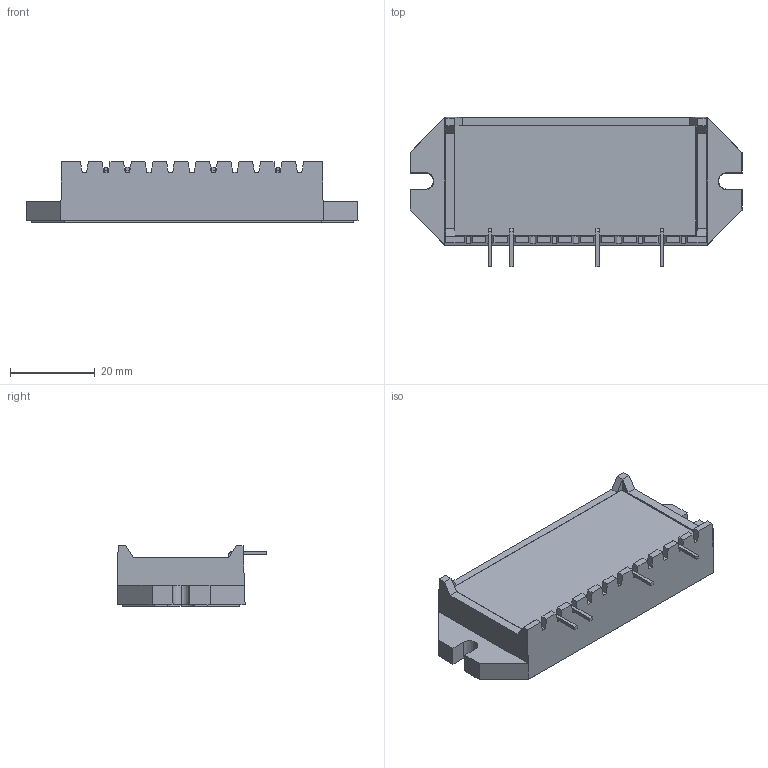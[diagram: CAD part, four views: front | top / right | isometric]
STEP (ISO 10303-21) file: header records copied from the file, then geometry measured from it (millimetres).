
FILE_DESCRIPTION (( 'STEP AP214' ), '1' );
FILE_NAME ('101502.STEP', '2011-08-18T22:02:12', ( 'LALo' ), ( 'Edi Foundation' ), 'SwSTEP 2.0', 'SolidWorks 2011', '' );
FILE_SCHEMA (( 'AUTOMOTIVE_DESIGN' ));
Length unit declared in the file: inch
Products named in the file (1): 101502
Bounding box: 78.38 x 35.38 x 14.38 mm (x, y, z)
Surface area: 14842.7 mm2 (no closed solid volume)
Topology: 0 solids, 162 shells, 162 faces, 876 edges, 876 vertices
Faces by surface type: plane 149, cone 9, cylinder 4
Entity records: 9849 total; most frequent: CARTESIAN_POINT 2953, DIRECTION 972, VERTEX_POINT 876, EDGE_CURVE 876, ORIENTED_EDGE 876, VECTOR 594, LINE 594, B_SPLINE_CURVE_WITH_KNOTS 256
